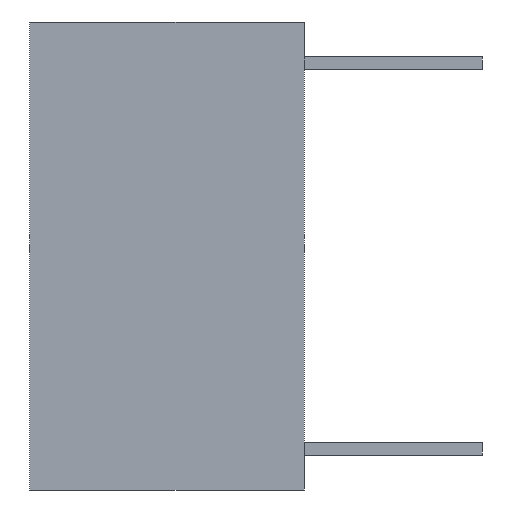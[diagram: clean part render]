
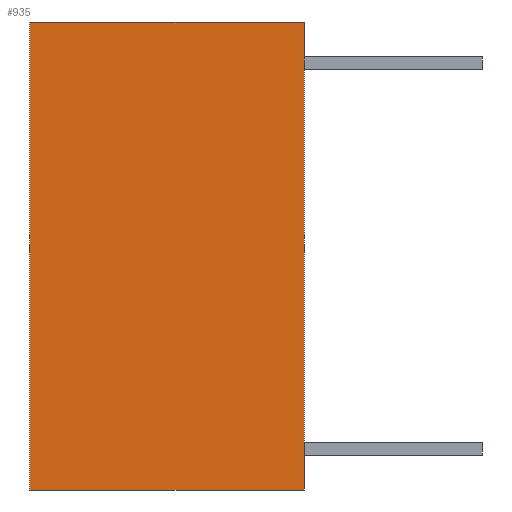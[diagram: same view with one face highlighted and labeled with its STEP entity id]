
A CAD part, left-side view. The second image highlights one B-rep face of the part: STEP entity #935.
In plain terms, the highlighted planar face has unit normal (-1, 0, 0).
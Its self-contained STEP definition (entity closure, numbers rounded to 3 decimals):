
#2 = CARTESIAN_POINT ( 'NONE',  ( 0., 0., 9.2 ) ) ;
#25 = VECTOR ( 'NONE', #172, 1000. ) ;
#58 = CARTESIAN_POINT ( 'NONE',  ( 0., 0., 9.2 ) ) ;
#66 = CARTESIAN_POINT ( 'NONE',  ( 0., 0., 0. ) ) ;
#134 = EDGE_CURVE ( 'NONE', #855, #1484, #1380, .T. ) ;
#172 = DIRECTION ( 'NONE',  ( 0., 0., -1. ) ) ;
#257 = CARTESIAN_POINT ( 'NONE',  ( 0., 0., 0. ) ) ;
#292 = EDGE_CURVE ( 'NONE', #1403, #446, #1436, .T. ) ;
#350 = EDGE_CURVE ( 'NONE', #855, #1403, #351, .T. ) ;
#351 = LINE ( 'NONE', #1532, #25 ) ;
#354 = CARTESIAN_POINT ( 'NONE',  ( 0., 0., 9.2 ) ) ;
#367 = ORIENTED_EDGE ( 'NONE', *, *, #134, .F. ) ;
#404 = ORIENTED_EDGE ( 'NONE', *, *, #1394, .F. ) ;
#446 = VERTEX_POINT ( 'NONE', #66 ) ;
#603 = DIRECTION ( 'NONE',  ( 0., 0., -1. ) ) ;
#674 = ORIENTED_EDGE ( 'NONE', *, *, #350, .T. ) ;
#753 = DIRECTION ( 'NONE',  ( 0., 0., -1. ) ) ;
#785 = VECTOR ( 'NONE', #1339, 1000. ) ;
#855 = VERTEX_POINT ( 'NONE', #976 ) ;
#883 = PLANE ( 'NONE',  #987 ) ;
#914 = LINE ( 'NONE', #1032, #1530 ) ;
#935 = ADVANCED_FACE ( 'NONE', ( #1392 ), #883, .F. ) ;
#942 = ORIENTED_EDGE ( 'NONE', *, *, #292, .T. ) ;
#976 = CARTESIAN_POINT ( 'NONE',  ( 0., 5.4, 9.2 ) ) ;
#987 = AXIS2_PLACEMENT_3D ( 'NONE', #2, #1071, #753 ) ;
#1032 = CARTESIAN_POINT ( 'NONE',  ( 0., 0., 9.2 ) ) ;
#1071 = DIRECTION ( 'NONE',  ( 1., 0., 0. ) ) ;
#1212 = DIRECTION ( 'NONE',  ( 0., -1., 0. ) ) ;
#1335 = VECTOR ( 'NONE', #1212, 1000. ) ;
#1339 = DIRECTION ( 'NONE',  ( 0., -1., 0. ) ) ;
#1368 = EDGE_LOOP ( 'NONE', ( #942, #404, #367, #674 ) ) ;
#1380 = LINE ( 'NONE', #354, #1335 ) ;
#1392 = FACE_OUTER_BOUND ( 'NONE', #1368, .T. ) ;
#1394 = EDGE_CURVE ( 'NONE', #1484, #446, #914, .T. ) ;
#1403 = VERTEX_POINT ( 'NONE', #1472 ) ;
#1436 = LINE ( 'NONE', #257, #785 ) ;
#1472 = CARTESIAN_POINT ( 'NONE',  ( 0., 5.4, 0. ) ) ;
#1484 = VERTEX_POINT ( 'NONE', #58 ) ;
#1530 = VECTOR ( 'NONE', #603, 1000. ) ;
#1532 = CARTESIAN_POINT ( 'NONE',  ( 0., 5.4, 9.2 ) ) ;
